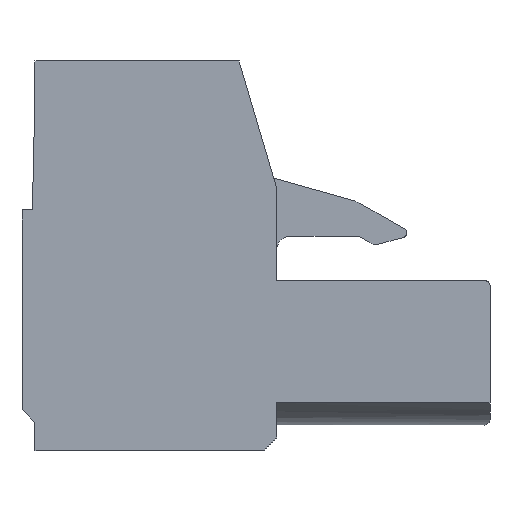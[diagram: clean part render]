
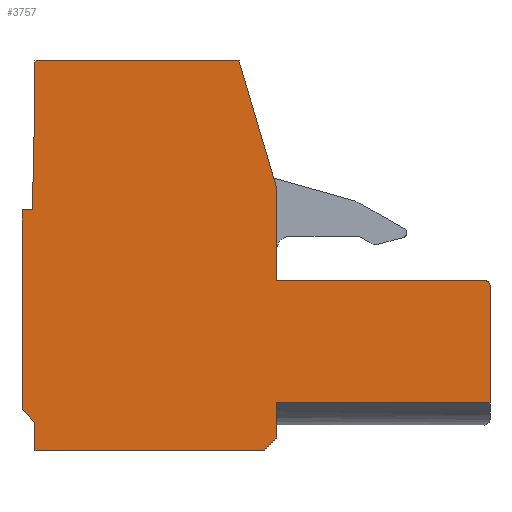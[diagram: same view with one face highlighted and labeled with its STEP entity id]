
A CAD part, front view. The second image highlights one B-rep face of the part: STEP entity #3757.
In plain terms, the highlighted planar face has unit normal (0, -1, 0).
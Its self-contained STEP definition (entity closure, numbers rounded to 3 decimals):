
#162=LINE('',#5347,#589);
#190=LINE('',#5412,#617);
#292=LINE('',#5768,#719);
#295=LINE('',#5774,#722);
#301=LINE('',#5787,#728);
#304=LINE('',#5793,#731);
#309=LINE('',#5808,#736);
#314=LINE('',#5816,#741);
#321=LINE('',#5836,#748);
#324=LINE('',#5893,#751);
#353=LINE('',#6023,#780);
#354=LINE('',#6037,#781);
#488=LINE('',#6310,#915);
#491=LINE('',#6316,#918);
#492=LINE('',#6318,#919);
#493=LINE('',#6319,#920);
#589=VECTOR('',#4256,1000.);
#617=VECTOR('',#4300,1000.);
#719=VECTOR('',#4612,1000.);
#722=VECTOR('',#4621,1000.);
#728=VECTOR('',#4629,1000.);
#731=VECTOR('',#4634,1000.);
#736=VECTOR('',#4649,1000.);
#741=VECTOR('',#4656,1000.);
#748=VECTOR('',#4673,1000.);
#751=VECTOR('',#4682,1000.);
#780=VECTOR('',#4779,1000.);
#781=VECTOR('',#4806,1000.);
#915=VECTOR('',#5046,1000.);
#918=VECTOR('',#5051,1000.);
#919=VECTOR('',#5054,1000.);
#920=VECTOR('',#5055,1000.);
#1087=PLANE('',#4057);
#2075=ORIENTED_EDGE('',*,*,#2626,.T.);
#2076=ORIENTED_EDGE('',*,*,#2410,.T.);
#2077=ORIENTED_EDGE('',*,*,#2416,.T.);
#2078=ORIENTED_EDGE('',*,*,#2419,.T.);
#2079=ORIENTED_EDGE('',*,*,#2427,.T.);
#2080=ORIENTED_EDGE('',*,*,#2448,.T.);
#2081=ORIENTED_EDGE('',*,*,#2432,.T.);
#2082=ORIENTED_EDGE('',*,*,#2278,.T.);
#2083=ORIENTED_EDGE('',*,*,#2443,.T.);
#2084=ORIENTED_EDGE('',*,*,#2227,.T.);
#2085=ORIENTED_EDGE('',*,*,#2259,.T.);
#2086=ORIENTED_EDGE('',*,*,#2487,.T.);
#2087=ORIENTED_EDGE('',*,*,#2407,.T.);
#2088=ORIENTED_EDGE('',*,*,#2488,.T.);
#2089=ORIENTED_EDGE('',*,*,#2627,.T.);
#2090=ORIENTED_EDGE('',*,*,#2625,.T.);
#2091=ORIENTED_EDGE('',*,*,#2622,.T.);
#2227=EDGE_CURVE('',#2719,#2718,#162,.T.);
#2259=EDGE_CURVE('',#2718,#2747,#190,.T.);
#2278=EDGE_CURVE('',#2756,#2759,#2995,.T.);
#2407=EDGE_CURVE('',#2843,#2846,#292,.T.);
#2410=EDGE_CURVE('',#2847,#2848,#295,.T.);
#2416=EDGE_CURVE('',#2848,#2852,#301,.T.);
#2419=EDGE_CURVE('',#2852,#2854,#304,.T.);
#2427=EDGE_CURVE('',#2854,#2859,#309,.T.);
#2432=EDGE_CURVE('',#2862,#2756,#314,.T.);
#2443=EDGE_CURVE('',#2759,#2719,#321,.T.);
#2448=EDGE_CURVE('',#2859,#2862,#324,.T.);
#2487=EDGE_CURVE('',#2747,#2843,#353,.T.);
#2488=EDGE_CURVE('',#2846,#2888,#354,.T.);
#2622=EDGE_CURVE('',#2970,#2973,#488,.T.);
#2625=EDGE_CURVE('',#2974,#2970,#491,.T.);
#2626=EDGE_CURVE('',#2973,#2847,#492,.T.);
#2627=EDGE_CURVE('',#2888,#2974,#493,.T.);
#2718=VERTEX_POINT('',#5346);
#2719=VERTEX_POINT('',#5348);
#2747=VERTEX_POINT('',#5411);
#2756=VERTEX_POINT('',#5442);
#2759=VERTEX_POINT('',#5447);
#2843=VERTEX_POINT('',#5762);
#2846=VERTEX_POINT('',#5767);
#2847=VERTEX_POINT('',#5775);
#2848=VERTEX_POINT('',#5776);
#2852=VERTEX_POINT('',#5786);
#2854=VERTEX_POINT('',#5792);
#2859=VERTEX_POINT('',#5807);
#2862=VERTEX_POINT('',#5817);
#2888=VERTEX_POINT('',#6038);
#2970=VERTEX_POINT('',#6304);
#2973=VERTEX_POINT('',#6309);
#2974=VERTEX_POINT('',#6313);
#2995=CIRCLE('',#3838,0.2);
#3291=EDGE_LOOP('',(#2075,#2076,#2077,#2078,#2079,#2080,#2081,#2082,#2083,
#2084,#2085,#2086,#2087,#2088,#2089,#2090,#2091));
#3540=FACE_BOUND('',#3291,.T.);
#3757=ADVANCED_FACE('',(#3540),#1087,.T.);
#3838=AXIS2_PLACEMENT_3D('',#5448,#4330,#4331);
#4057=AXIS2_PLACEMENT_3D('',#6317,#5052,#5053);
#4256=DIRECTION('',(0.,0.,1.));
#4300=DIRECTION('',(-0.283,0.,0.959));
#4330=DIRECTION('',(0.,-1.,0.));
#4331=DIRECTION('',(-1.,0.,0.));
#4612=DIRECTION('',(0.,0.,-1.));
#4621=DIRECTION('',(0.,0.,-1.));
#4629=DIRECTION('',(1.,0.,0.));
#4634=DIRECTION('',(0.707,0.,0.707));
#4649=DIRECTION('',(0.,0.,1.));
#4656=DIRECTION('',(0.,0.,1.));
#4673=DIRECTION('',(-1.,0.,0.));
#4682=DIRECTION('',(1.,0.,0.));
#4779=DIRECTION('',(-1.,0.,0.));
#4806=DIRECTION('',(-0.185,0.,-0.983));
#5046=DIRECTION('',(0.,0.,-1.));
#5051=DIRECTION('',(-1.,0.,0.));
#5052=DIRECTION('',(0.,-1.,0.));
#5053=DIRECTION('',(0.,0.,-1.));
#5054=DIRECTION('',(0.707,0.,-0.707));
#5055=DIRECTION('',(-0.022,0.,-1.));
#5346=CARTESIAN_POINT('',(9.3,-2.5,10.092));
#5347=CARTESIAN_POINT('',(9.3,-2.5,10.092));
#5348=CARTESIAN_POINT('',(9.3,-2.5,6.55));
#5411=CARTESIAN_POINT('',(7.85,-2.5,15.));
#5412=CARTESIAN_POINT('',(7.85,-2.5,15.));
#5442=CARTESIAN_POINT('',(17.5,-2.5,6.35));
#5447=CARTESIAN_POINT('',(17.3,-2.5,6.55));
#5448=CARTESIAN_POINT('',(17.3,-2.5,6.35));
#5762=CARTESIAN_POINT('',(0.,-2.5,15.));
#5767=CARTESIAN_POINT('',(0.,-2.5,13.7));
#5768=CARTESIAN_POINT('',(0.,-2.5,15.));
#5774=CARTESIAN_POINT('',(0.,-2.5,1.));
#5775=CARTESIAN_POINT('',(0.,-2.5,1.1));
#5776=CARTESIAN_POINT('',(0.,-2.5,0.));
#5786=CARTESIAN_POINT('',(8.8,-2.5,0.));
#5787=CARTESIAN_POINT('',(0.,-2.5,0.));
#5792=CARTESIAN_POINT('',(9.3,-2.5,0.5));
#5793=CARTESIAN_POINT('',(8.8,-2.5,0.));
#5807=CARTESIAN_POINT('',(9.3,-2.5,1.85));
#5808=CARTESIAN_POINT('',(9.3,-2.5,1.));
#5816=CARTESIAN_POINT('',(17.5,-2.5,6.35));
#5817=CARTESIAN_POINT('',(17.5,-2.5,1.85));
#5836=CARTESIAN_POINT('',(9.3,-2.5,6.55));
#5893=CARTESIAN_POINT('',(9.3,-2.5,1.85));
#6023=CARTESIAN_POINT('',(0.,-2.5,15.));
#6037=CARTESIAN_POINT('',(0.,-2.5,13.7));
#6038=CARTESIAN_POINT('',(-0.004,-2.5,13.68));
#6304=CARTESIAN_POINT('',(-0.5,-2.5,9.27));
#6309=CARTESIAN_POINT('',(-0.5,-2.5,1.6));
#6310=CARTESIAN_POINT('',(-0.5,-2.5,9.27));
#6313=CARTESIAN_POINT('',(-0.1,-2.5,9.27));
#6316=CARTESIAN_POINT('',(-0.5,-2.5,9.27));
#6317=CARTESIAN_POINT('',(-0.5,-2.5,13.68));
#6318=CARTESIAN_POINT('',(0.,-2.5,1.1));
#6319=CARTESIAN_POINT('',(-0.004,-2.5,13.68));
